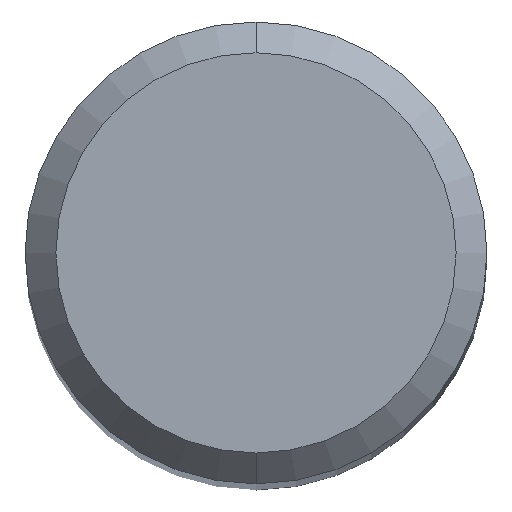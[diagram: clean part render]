
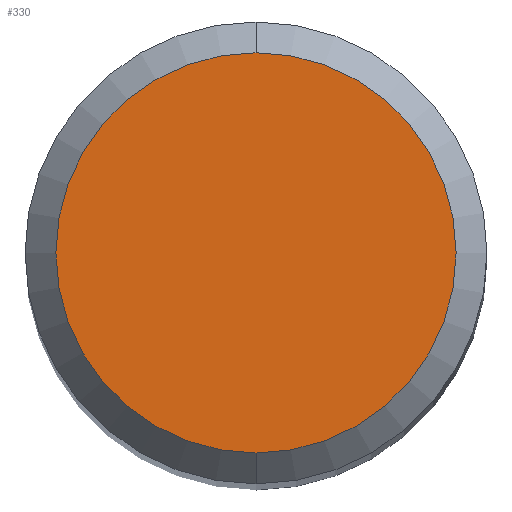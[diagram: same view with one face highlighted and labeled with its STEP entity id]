
A CAD part, top view. The second image highlights one B-rep face of the part: STEP entity #330.
In plain terms, the highlighted planar face has unit normal (0, 0, 1).
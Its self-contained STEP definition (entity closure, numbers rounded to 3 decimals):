
#324=EDGE_CURVE('',#486,#388,#671,.T.);
#330=ADVANCED_FACE('',(#677),#678,.T.);
#366=EDGE_CURVE('',#388,#486,#716,.T.);
#388=VERTEX_POINT('',#742);
#486=VERTEX_POINT('',#853);
#671=CIRCLE('',#1179,2.6);
#677=FACE_OUTER_BOUND('',#1187,.T.);
#678=PLANE('',#1188);
#716=CIRCLE('',#1290,2.6);
#742=CARTESIAN_POINT('',(0.0,2.6,0.0));
#853=CARTESIAN_POINT('',(0.,-2.6,0.0));
#1179=AXIS2_PLACEMENT_3D('',#1713,#1714,#1715);
#1187=EDGE_LOOP('',(#1718,#1719));
#1188=AXIS2_PLACEMENT_3D('',#1720,#1721,#1722);
#1290=AXIS2_PLACEMENT_3D('',#1748,#1749,#1750);
#1713=CARTESIAN_POINT('',(0.0,0.0,0.0));
#1714=DIRECTION('',(0.0,0.0,-1.0));
#1715=DIRECTION('',(0.0,1.0,0.0));
#1718=ORIENTED_EDGE('',*,*,#366,.F.);
#1719=ORIENTED_EDGE('',*,*,#324,.F.);
#1720=CARTESIAN_POINT('',(0.0,1.3,0.0));
#1721=DIRECTION('',(-0.0,0.0,1.0));
#1722=DIRECTION('',(0.0,-1.0,0.0));
#1748=CARTESIAN_POINT('',(0.0,0.0,0.0));
#1749=DIRECTION('',(0.0,0.0,-1.0));
#1750=DIRECTION('',(0.0,1.0,0.0));
